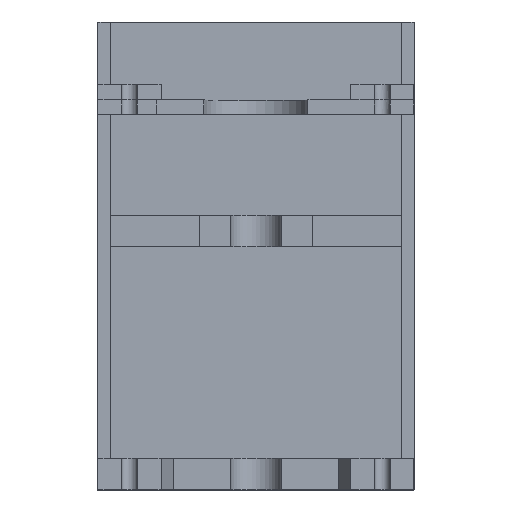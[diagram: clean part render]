
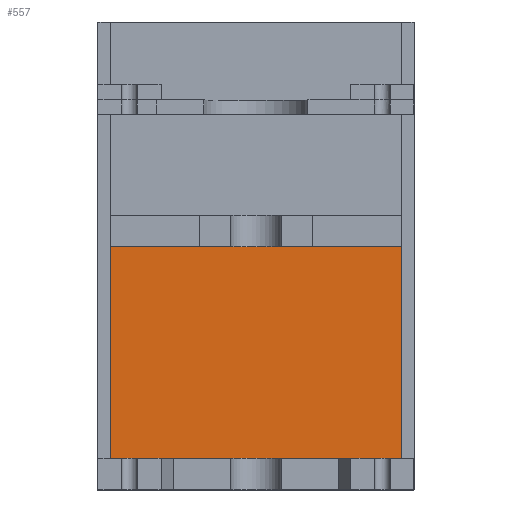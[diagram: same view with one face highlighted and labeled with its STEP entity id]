
A CAD part, top view. The second image highlights one B-rep face of the part: STEP entity #557.
In plain terms, the highlighted planar face has unit normal (0, 0, 1).
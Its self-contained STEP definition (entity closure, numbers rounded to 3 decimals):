
#141 = EDGE_CURVE('',#142,#144,#146,.T.);
#142 = VERTEX_POINT('',#143);
#143 = CARTESIAN_POINT('',(4.,-138.002,1.5));
#144 = VERTEX_POINT('',#145);
#145 = CARTESIAN_POINT('',(4.,-71.081,1.5));
#146 = LINE('',#147,#148);
#147 = CARTESIAN_POINT('',(4.,-148.,1.5));
#148 = VECTOR('',#149,1.);
#149 = DIRECTION('',(0.,1.,0.));
#361 = VERTEX_POINT('',#362);
#362 = CARTESIAN_POINT('',(96.058,-138.002,1.5));
#368 = EDGE_CURVE('',#369,#361,#371,.T.);
#369 = VERTEX_POINT('',#370);
#370 = CARTESIAN_POINT('',(96.058,-71.081,1.5));
#371 = LINE('',#372,#373);
#372 = CARTESIAN_POINT('',(96.058,0.,1.5));
#373 = VECTOR('',#374,1.);
#374 = DIRECTION('',(0.,-1.,0.));
#557 = ADVANCED_FACE('',(#558),#574,.T.);
#558 = FACE_BOUND('',#559,.T.);
#559 = EDGE_LOOP('',(#560,#566,#567,#573));
#560 = ORIENTED_EDGE('',*,*,#561,.F.);
#561 = EDGE_CURVE('',#361,#142,#562,.T.);
#562 = LINE('',#563,#564);
#563 = CARTESIAN_POINT('',(100.,-138.002,1.5));
#564 = VECTOR('',#565,1.);
#565 = DIRECTION('',(-1.,0.,0.));
#566 = ORIENTED_EDGE('',*,*,#368,.F.);
#567 = ORIENTED_EDGE('',*,*,#568,.F.);
#568 = EDGE_CURVE('',#144,#369,#569,.T.);
#569 = LINE('',#570,#571);
#570 = CARTESIAN_POINT('',(0.,-71.081,1.5));
#571 = VECTOR('',#572,1.);
#572 = DIRECTION('',(1.,0.,0.));
#573 = ORIENTED_EDGE('',*,*,#141,.F.);
#574 = PLANE('',#575);
#575 = AXIS2_PLACEMENT_3D('',#576,#577,#578);
#576 = CARTESIAN_POINT('',(50.,-74.,1.5));
#577 = DIRECTION('',(0.,0.,1.));
#578 = DIRECTION('',(1.,0.,0.));
